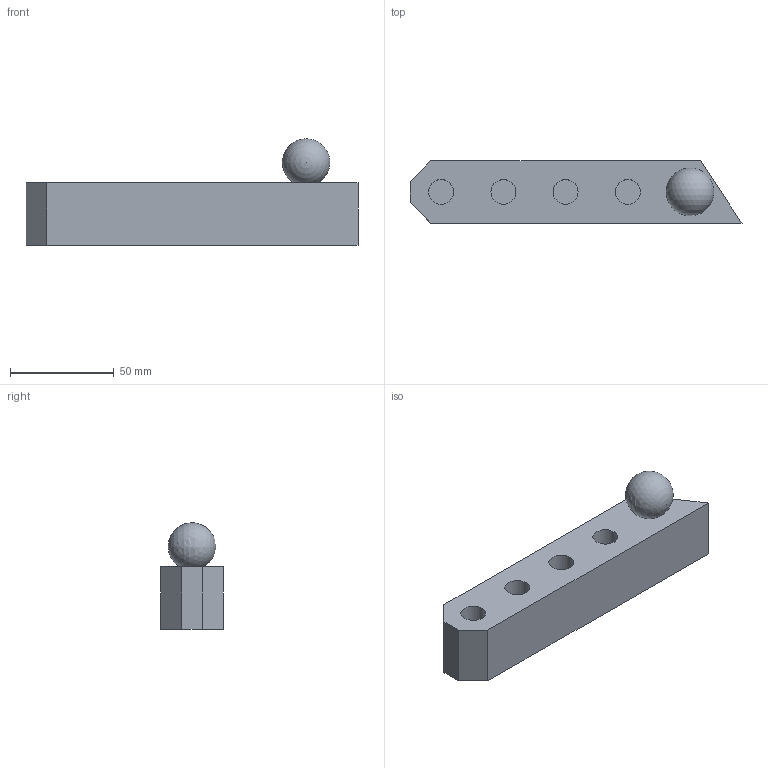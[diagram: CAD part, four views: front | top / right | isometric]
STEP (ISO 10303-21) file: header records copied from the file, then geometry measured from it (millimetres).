
FILE_DESCRIPTION(/* description */ (''),/* implementation_level */ '2;1');
FILE_NAME(/* name */ 'Cherry holder_v3.step',/* time_stamp */ '2023-05-19T17:30:28+02:00',/* author */ (''),/* organization */ (''),/* preprocessor_version */ 'ST-DEVELOPER v19.2',/* originating_system */ 'Autodesk Translation Framework v12.4.0.73',/* authorisation */ '');
FILE_SCHEMA (('AUTOMOTIVE_DESIGN { 1 0 10303 214 3 1 1 }'));
Length unit declared in the file: millimetre
Products named in the file (3): Cherry holder; Composant1; Composant2
Assembly tree (2 placements, depth 2):
  Cherry holder
    Composant1
    Composant2
Bounding box: 160 x 30 x 51.23 mm (x, y, z)
Volume: 128191.9 mm3; surface area: 24485 mm2
Topology: 2 solids, 2 shells, 19 faces, 36 edges, 24 vertices
Faces by surface type: plane 13, cylinder 5, sphere 1
Full cylindrical faces by diameter (mm): 12 x5
Entity records: 556 total; most frequent: DIRECTION 93, CARTESIAN_POINT 82, ORIENTED_EDGE 68, AXIS2_PLACEMENT_3D 35, EDGE_CURVE 34, EDGE_LOOP 24, VERTEX_POINT 24, LINE 23
